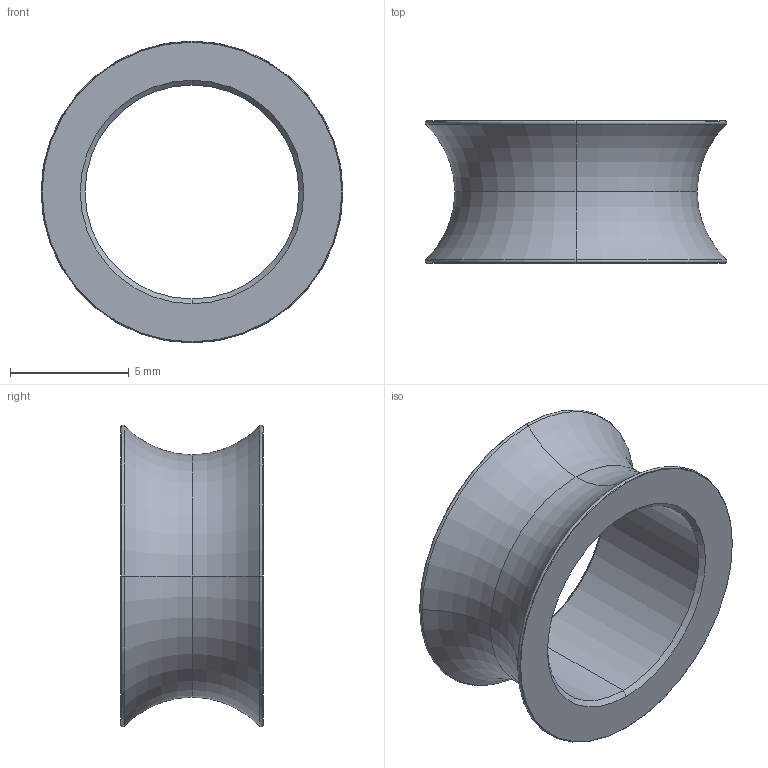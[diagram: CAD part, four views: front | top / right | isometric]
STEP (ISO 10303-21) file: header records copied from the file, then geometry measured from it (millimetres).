
FILE_DESCRIPTION (( 'STEP AP214' ), '1' );
FILE_NAME ('Pulley-9mm.STEP', '2023-04-30T09:39:47', ( '' ), ( '' ), 'SwSTEP 2.0', 'SolidWorks 2019', '' );
FILE_SCHEMA (( 'AUTOMOTIVE_DESIGN' ));
Length unit declared in the file: millimetre
Products named in the file (1): Pulley-9mm
Bounding box: 12.7 x 6 x 12.7 mm (x, y, z)
Volume: 195.1 mm3; surface area: 520.1 mm2
Topology: 1 solids, 1 shells, 24 faces, 50 edges, 28 vertices
Faces by surface type: torus 11, cone 9, cylinder 2, plane 2
Entity records: 683 total; most frequent: DIRECTION 139, CARTESIAN_POINT 103, ORIENTED_EDGE 100, AXIS2_PLACEMENT_3D 64, EDGE_CURVE 50, CIRCLE 39, VERTEX_POINT 28, EDGE_LOOP 26
